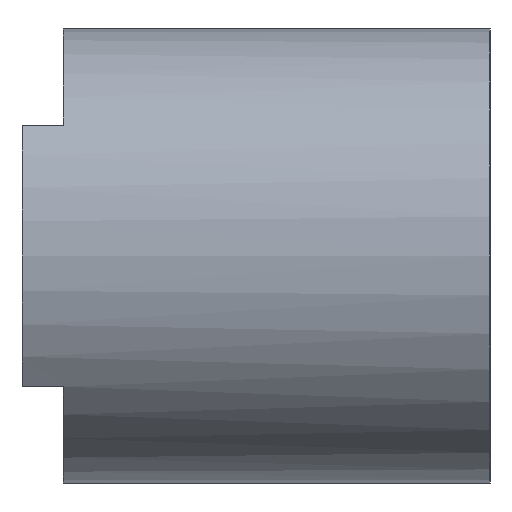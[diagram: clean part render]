
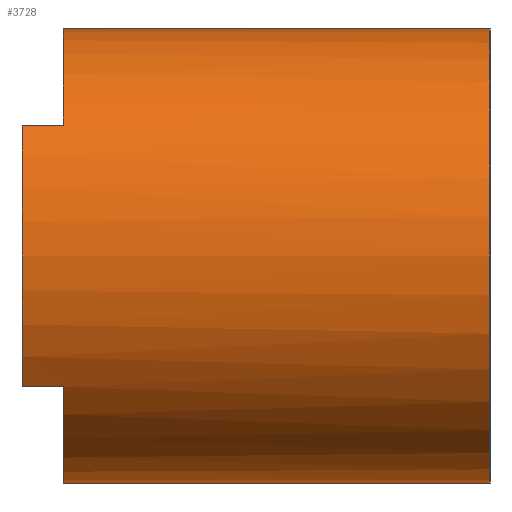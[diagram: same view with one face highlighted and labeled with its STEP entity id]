
A CAD part, left-side view. The second image highlights one B-rep face of the part: STEP entity #3728.
In plain terms, the highlighted cylindrical face has radius 8.25 mm (diameter 16.5 mm), a partial arc.
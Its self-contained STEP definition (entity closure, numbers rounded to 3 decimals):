
#65 = DIRECTION ( 'NONE',  ( 0., 1., 0. ) ) ;
#101 = DIRECTION ( 'NONE',  ( 0., -1., 0. ) ) ;
#195 = CARTESIAN_POINT ( 'NONE',  ( -10.75, 17., 8.25 ) ) ;
#406 = ORIENTED_EDGE ( 'NONE', *, *, #4574, .F. ) ;
#1000 = AXIS2_PLACEMENT_3D ( 'NONE', #3050, #3008, #3061 ) ;
#1185 = VERTEX_POINT ( 'NONE', #4735 ) ;
#1494 = CARTESIAN_POINT ( 'NONE',  ( -10.75, 15.5, -8.25 ) ) ;
#1527 = CARTESIAN_POINT ( 'NONE',  ( -10.75, 0., -8.25 ) ) ;
#1562 = DIRECTION ( 'NONE',  ( 0., 1., 0. ) ) ;
#1605 = CARTESIAN_POINT ( 'NONE',  ( -10.75, 15.5, 8.25 ) ) ;
#1629 = CIRCLE ( 'NONE', #9745, 8.25 ) ;
#1632 = DIRECTION ( 'NONE',  ( 0., 0., 1. ) ) ;
#1777 = VERTEX_POINT ( 'NONE', #1527 ) ;
#1805 = CARTESIAN_POINT ( 'NONE',  ( -10.75, 15.5, 0. ) ) ;
#1864 = DIRECTION ( 'NONE',  ( 0., -1., 0. ) ) ;
#2040 = DIRECTION ( 'NONE',  ( 0., 0., 1. ) ) ;
#2047 = DIRECTION ( 'NONE',  ( 0., 1., 0. ) ) ;
#2061 = CARTESIAN_POINT ( 'NONE',  ( -10.75, 0., 0. ) ) ;
#2294 = EDGE_CURVE ( 'NONE', #7974, #8204, #1629, .T. ) ;
#2615 = CARTESIAN_POINT ( 'NONE',  ( -17.495, 17., -4.75 ) ) ;
#2828 = VECTOR ( 'NONE', #3997, 1000. ) ;
#2902 = VERTEX_POINT ( 'NONE', #7232 ) ;
#2999 = CARTESIAN_POINT ( 'NONE',  ( -17.495, 15.5, -4.75 ) ) ;
#3008 = DIRECTION ( 'NONE',  ( 0., -1., 0. ) ) ;
#3050 = CARTESIAN_POINT ( 'NONE',  ( -10.75, 17., 0. ) ) ;
#3061 = DIRECTION ( 'NONE',  ( 0., 0., -1. ) ) ;
#3445 = VERTEX_POINT ( 'NONE', #4445 ) ;
#3728 = ADVANCED_FACE ( 'NONE', ( #9347 ), #9219, .T. ) ;
#3740 = VERTEX_POINT ( 'NONE', #2999 ) ;
#3870 = EDGE_CURVE ( 'NONE', #1777, #1185, #9117, .T. ) ;
#3997 = DIRECTION ( 'NONE',  ( 0., -1., 0. ) ) ;
#4153 = EDGE_CURVE ( 'NONE', #8204, #1185, #8874, .T. ) ;
#4341 = EDGE_CURVE ( 'NONE', #5697, #1777, #9043, .T. ) ;
#4434 = EDGE_CURVE ( 'NONE', #7974, #2902, #8341, .T. ) ;
#4445 = CARTESIAN_POINT ( 'NONE',  ( -17.495, 17., -4.75 ) ) ;
#4458 = EDGE_CURVE ( 'NONE', #3445, #2902, #8349, .T. ) ;
#4503 = EDGE_CURVE ( 'NONE', #3445, #3740, #8316, .T. ) ;
#4538 = ORIENTED_EDGE ( 'NONE', *, *, #3870, .T. ) ;
#4574 = EDGE_CURVE ( 'NONE', #5697, #3740, #8163, .T. ) ;
#4735 = CARTESIAN_POINT ( 'NONE',  ( -10.75, 0., 8.25 ) ) ;
#5051 = ORIENTED_EDGE ( 'NONE', *, *, #2294, .F. ) ;
#5096 = DIRECTION ( 'NONE',  ( 0., 0., 1. ) ) ;
#5516 = CARTESIAN_POINT ( 'NONE',  ( -10.75, 17., -8.25 ) ) ;
#5555 = AXIS2_PLACEMENT_3D ( 'NONE', #5684, #7777, #5096 ) ;
#5591 = CARTESIAN_POINT ( 'NONE',  ( -17.495, 17., 4.75 ) ) ;
#5684 = CARTESIAN_POINT ( 'NONE',  ( -10.75, 15.5, 0. ) ) ;
#5697 = VERTEX_POINT ( 'NONE', #1494 ) ;
#6532 = AXIS2_PLACEMENT_3D ( 'NONE', #2061, #2047, #2040 ) ;
#7140 = ORIENTED_EDGE ( 'NONE', *, *, #4503, .T. ) ;
#7232 = CARTESIAN_POINT ( 'NONE',  ( -17.495, 17., 4.75 ) ) ;
#7602 = ORIENTED_EDGE ( 'NONE', *, *, #4458, .F. ) ;
#7777 = DIRECTION ( 'NONE',  ( 0., 1., 0. ) ) ;
#7974 = VERTEX_POINT ( 'NONE', #8261 ) ;
#8163 = CIRCLE ( 'NONE', #5555, 8.25 ) ;
#8204 = VERTEX_POINT ( 'NONE', #1605 ) ;
#8249 = ORIENTED_EDGE ( 'NONE', *, *, #4434, .T. ) ;
#8261 = CARTESIAN_POINT ( 'NONE',  ( -17.495, 15.5, 4.75 ) ) ;
#8266 = VECTOR ( 'NONE', #1864, 1000. ) ;
#8316 = LINE ( 'NONE', #2615, #8266 ) ;
#8341 = LINE ( 'NONE', #5591, #8356 ) ;
#8349 = CIRCLE ( 'NONE', #9610, 8.25 ) ;
#8356 = VECTOR ( 'NONE', #9702, 1000. ) ;
#8772 = VECTOR ( 'NONE', #101, 1000. ) ;
#8874 = LINE ( 'NONE', #195, #8772 ) ;
#9041 = ORIENTED_EDGE ( 'NONE', *, *, #4153, .F. ) ;
#9043 = LINE ( 'NONE', #5516, #2828 ) ;
#9095 = DIRECTION ( 'NONE',  ( 0., 0., 1. ) ) ;
#9117 = CIRCLE ( 'NONE', #6532, 8.25 ) ;
#9125 = CARTESIAN_POINT ( 'NONE',  ( -10.75, 17., 0. ) ) ;
#9219 = CYLINDRICAL_SURFACE ( 'NONE', #1000, 8.25 ) ;
#9347 = FACE_OUTER_BOUND ( 'NONE', #9665, .T. ) ;
#9610 = AXIS2_PLACEMENT_3D ( 'NONE', #9125, #65, #9095 ) ;
#9665 = EDGE_LOOP ( 'NONE', ( #5051, #8249, #7602, #7140, #406, #10359, #4538, #9041 ) ) ;
#9702 = DIRECTION ( 'NONE',  ( 0., 1., 0. ) ) ;
#9745 = AXIS2_PLACEMENT_3D ( 'NONE', #1805, #1562, #1632 ) ;
#10359 = ORIENTED_EDGE ( 'NONE', *, *, #4341, .T. ) ;
